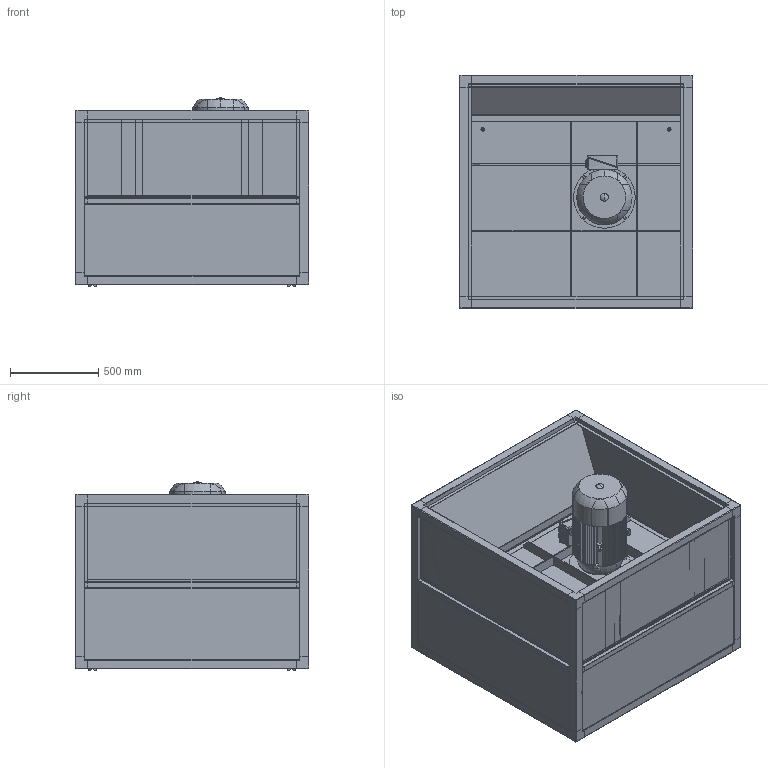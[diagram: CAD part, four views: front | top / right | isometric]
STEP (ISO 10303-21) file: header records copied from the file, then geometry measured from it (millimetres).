
FILE_DESCRIPTION (( 'STEP AP203' ), '1' );
FILE_NAME ('21020_Ventilatoreinheit_G2_radial_defeature.STEP', '2021-04-20T14:26:30', ( '' ), ( '' ), 'SwSTEP 2.0', 'SolidWorks 2019', '' );
FILE_SCHEMA (( 'CONFIG_CONTROL_DESIGN' ));
Length unit declared in the file: millimetre
Products named in the file (1): 21020_Ventilatoreinheit_G2_radial_defeature
Bounding box: 1325 x 1325 x 1074.96 mm (x, y, z)
Volume: 175489652 mm3; surface area: 28793344.7 mm2
Topology: 28 solids, 28 shells, 2566 faces, 6571 edges, 4021 vertices
Faces by surface type: plane 1586, cylinder 564, bspline 312, torus 92, cone 12
Entity records: 124992 total; most frequent: CARTESIAN_POINT 65455, ORIENTED_EDGE 13122, DIRECTION 11177, EDGE_CURVE 6561, LINE 4433, VECTOR 4433, VERTEX_POINT 4021, AXIS2_PLACEMENT_3D 3372
